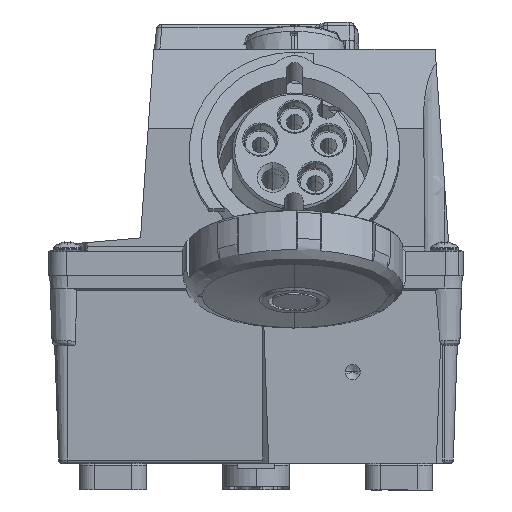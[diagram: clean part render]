
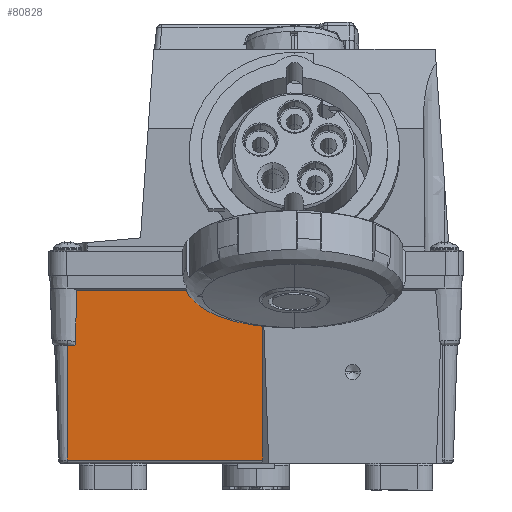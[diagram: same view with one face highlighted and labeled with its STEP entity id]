
A CAD part, left-side view. The second image highlights one B-rep face of the part: STEP entity #80828.
In plain terms, the highlighted planar face has unit normal (-0.999, 0, -0.035).
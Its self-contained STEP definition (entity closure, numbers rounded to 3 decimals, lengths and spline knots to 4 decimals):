
#604 = DIRECTION ( 'NONE',  ( 0.035, 0., -0.999 ) ) ;
#3425 = LINE ( 'NONE', #100232, #81499 ) ;
#3435 = EDGE_CURVE ( 'NONE', #102915, #50778, #34090, .T. ) ;
#4965 = CARTESIAN_POINT ( 'NONE',  ( -5.3395, 2.9996, -1.4477 ) ) ;
#5977 = CARTESIAN_POINT ( 'NONE',  ( -5.3383, 3.0272, -1.4821 ) ) ;
#6370 = VECTOR ( 'NONE', #16674, 39.3701 ) ;
#8396 = VECTOR ( 'NONE', #67112, 39.3701 ) ;
#9087 = CARTESIAN_POINT ( 'NONE',  ( -5.3788, 3.1378, -0.3226 ) ) ;
#10522 = EDGE_CURVE ( 'NONE', #70390, #82971, #63204, .T. ) ;
#11589 = EDGE_CURVE ( 'NONE', #91694, #70390, #64118, .T. ) ;
#15708 = EDGE_CURVE ( 'NONE', #48084, #60330, #19057, .T. ) ;
#16495 = CARTESIAN_POINT ( 'NONE',  ( -5.3701, -0.9052, -0.5701 ) ) ;
#16674 = DIRECTION ( 'NONE',  ( 0., -1., 0. ) ) ;
#17182 = CARTESIAN_POINT ( 'NONE',  ( -5.2719, 3.1378, -3.3847 ) ) ;
#18032 = EDGE_CURVE ( 'NONE', #60330, #94193, #3425, .T. ) ;
#19057 = B_SPLINE_CURVE_WITH_KNOTS ( 'NONE', 3,
 ( #91614, #30648, #30138, #102984, #61941, #45246, #85830 ),
 .UNSPECIFIED., .F., .F.,
 ( 4, 3, 4 ),
 ( 0., 0.0124, 0.0219 ),
 .UNSPECIFIED. ) ;
#20022 = B_SPLINE_CURVE_WITH_KNOTS ( 'NONE', 3,
 ( #21601, #67998, #91395, #85138, #4965, #52386, #37250, #77343, #26476, #20072, #92928, #60719, #99712, #91913, #21090, #60217, #76308, #59694, #84108, #45049, #53410, #83593, #51871, #36748, #5977, #52896, #76834 ),
 .UNSPECIFIED., .F., .F.,
 ( 4, 1, 2, 2, 1, 1, 2, 2, 1, 1, 2, 2, 1, 1, 2, 2, 4 ),
 ( 0., 0.125, 0.1875, 0.25, 0.375, 0.4375, 0.4687, 0.5, 0.625, 0.6875, 0.7188, 0.75, 0.8125, 0.8438, 0.8594, 0.875, 1. ),
 .UNSPECIFIED. ) ;
#20072 = CARTESIAN_POINT ( 'NONE',  ( -5.3389, 3.0069, -1.4648 ) ) ;
#21090 = CARTESIAN_POINT ( 'NONE',  ( -5.3385, 3.016, -1.4755 ) ) ;
#21601 = CARTESIAN_POINT ( 'NONE',  ( -5.3401, 2.9975, -1.4309 ) ) ;
#22080 = ORIENTED_EDGE ( 'NONE', *, *, #18032, .F. ) ;
#22310 = CARTESIAN_POINT ( 'NONE',  ( -5.3702, 2.9887, -0.5701 ) ) ;
#22481 = ORIENTED_EDGE ( 'NONE', *, *, #11589, .T. ) ;
#22586 = ORIENTED_EDGE ( 'NONE', *, *, #3435, .T. ) ;
#22788 = AXIS2_PLACEMENT_3D ( 'NONE', #9087, #24201, #39818 ) ;
#23511 = LINE ( 'NONE', #71944, #72584 ) ;
#24201 = DIRECTION ( 'NONE',  ( -0.999, 0., -0.035 ) ) ;
#24485 = CARTESIAN_POINT ( 'NONE',  ( -5.3701, -0.1048, -0.5705 ) ) ;
#26198 = CARTESIAN_POINT ( 'NONE',  ( -5.3701, -0.9049, -0.5702 ) ) ;
#26476 = CARTESIAN_POINT ( 'NONE',  ( -5.339, 3.0057, -1.4629 ) ) ;
#29057 = LINE ( 'NONE', #91008, #8396 ) ;
#30138 = CARTESIAN_POINT ( 'NONE',  ( -5.3515, 2.9941, -1.105 ) ) ;
#30648 = CARTESIAN_POINT ( 'NONE',  ( -5.3458, 2.9957, -1.2679 ) ) ;
#32743 = CARTESIAN_POINT ( 'NONE',  ( -5.3401, 2.9975, -1.4309 ) ) ;
#33416 = CARTESIAN_POINT ( 'NONE',  ( -5.3383, 3.1378, -1.4826 ) ) ;
#34090 = LINE ( 'NONE', #97600, #48222 ) ;
#34890 = EDGE_LOOP ( 'NONE', ( #36644, #50614, #22586, #71914, #22481, #85244, #44224, #100434, #22080 ) ) ;
#35181 = DIRECTION ( 'NONE',  ( 0., -1., 0. ) ) ;
#36644 = ORIENTED_EDGE ( 'NONE', *, *, #15708, .F. ) ;
#36748 = CARTESIAN_POINT ( 'NONE',  ( -5.3383, 3.0247, -1.4811 ) ) ;
#37250 = CARTESIAN_POINT ( 'NONE',  ( -5.3393, 3.0015, -1.4539 ) ) ;
#38379 = CARTESIAN_POINT ( 'NONE',  ( -5.2719, -0.1048, -3.3847 ) ) ;
#38595 = EDGE_CURVE ( 'NONE', #48084, #102915, #20022, .T. ) ;
#38706 = CARTESIAN_POINT ( 'NONE',  ( -5.3788, -0.1048, -0.3226 ) ) ;
#39215 = EDGE_CURVE ( 'NONE', #60311, #82971, #29057, .T. ) ;
#39818 = DIRECTION ( 'NONE',  ( -0.035, 0., 0.999 ) ) ;
#40310 = CARTESIAN_POINT ( 'NONE',  ( -5.3701, -0.9044, -0.5705 ) ) ;
#44224 = ORIENTED_EDGE ( 'NONE', *, *, #39215, .F. ) ;
#45049 = CARTESIAN_POINT ( 'NONE',  ( -5.3384, 3.0218, -1.4796 ) ) ;
#45246 = CARTESIAN_POINT ( 'NONE',  ( -5.3658, 2.9899, -0.6941 ) ) ;
#48084 = VERTEX_POINT ( 'NONE', #32743 ) ;
#48222 = VECTOR ( 'NONE', #81471, 39.3701 ) ;
#50614 = ORIENTED_EDGE ( 'NONE', *, *, #38595, .T. ) ;
#50778 = VERTEX_POINT ( 'NONE', #33416 ) ;
#51871 = CARTESIAN_POINT ( 'NONE',  ( -5.3383, 3.0245, -1.481 ) ) ;
#52386 = CARTESIAN_POINT ( 'NONE',  ( -5.3395, 3.0001, -1.4494 ) ) ;
#52896 = CARTESIAN_POINT ( 'NONE',  ( -5.3383, 3.029, -1.4826 ) ) ;
#53010 = EDGE_CURVE ( 'NONE', #50778, #91694, #23511, .T. ) ;
#53410 = CARTESIAN_POINT ( 'NONE',  ( -5.3384, 3.0234, -1.4804 ) ) ;
#55956 = CARTESIAN_POINT ( 'NONE',  ( -5.3701, -0.9052, -0.5701 ) ) ;
#58513 = EDGE_CURVE ( 'NONE', #94193, #60311, #92989, .T. ) ;
#59694 = CARTESIAN_POINT ( 'NONE',  ( -5.3385, 3.019, -1.4778 ) ) ;
#60217 = CARTESIAN_POINT ( 'NONE',  ( -5.3385, 3.0175, -1.4767 ) ) ;
#60311 = VERTEX_POINT ( 'NONE', #98501 ) ;
#60330 = VERTEX_POINT ( 'NONE', #22310 ) ;
#60719 = CARTESIAN_POINT ( 'NONE',  ( -5.3388, 3.0082, -1.4667 ) ) ;
#61941 = CARTESIAN_POINT ( 'NONE',  ( -5.3615, 2.9912, -0.818 ) ) ;
#62870 = CARTESIAN_POINT ( 'NONE',  ( -5.2719, 3.1378, -3.3847 ) ) ;
#63204 = LINE ( 'NONE', #38706, #84370 ) ;
#64118 = LINE ( 'NONE', #17182, #6370 ) ;
#64324 = FACE_OUTER_BOUND ( 'NONE', #34890, .T. ) ;
#67112 = DIRECTION ( 'NONE',  ( 0., 1., 0. ) ) ;
#67998 = CARTESIAN_POINT ( 'NONE',  ( -5.34, 2.9975, -1.4344 ) ) ;
#70390 = VERTEX_POINT ( 'NONE', #38379 ) ;
#71626 = CARTESIAN_POINT ( 'NONE',  ( -5.3383, 3.0304, -1.4826 ) ) ;
#71914 = ORIENTED_EDGE ( 'NONE', *, *, #53010, .T. ) ;
#71944 = CARTESIAN_POINT ( 'NONE',  ( -5.3788, 3.1378, -0.3226 ) ) ;
#72036 = DIRECTION ( 'NONE',  ( -0.035, 0., 0.999 ) ) ;
#72584 = VECTOR ( 'NONE', #604, 39.3701 ) ;
#76308 = CARTESIAN_POINT ( 'NONE',  ( -5.3385, 3.0185, -1.4774 ) ) ;
#76834 = CARTESIAN_POINT ( 'NONE',  ( -5.3383, 3.0304, -1.4826 ) ) ;
#77343 = CARTESIAN_POINT ( 'NONE',  ( -5.3391, 3.0032, -1.4583 ) ) ;
#80828 = ADVANCED_FACE ( 'NONE', ( #64324 ), #87701, .T. ) ;
#81471 = DIRECTION ( 'NONE',  ( 0., 1., 0. ) ) ;
#81499 = VECTOR ( 'NONE', #35181, 39.3701 ) ;
#82971 = VERTEX_POINT ( 'NONE', #24485 ) ;
#83593 = CARTESIAN_POINT ( 'NONE',  ( -5.3384, 3.0241, -1.4808 ) ) ;
#84108 = CARTESIAN_POINT ( 'NONE',  ( -5.3384, 3.0204, -1.4787 ) ) ;
#84370 = VECTOR ( 'NONE', #72036, 39.3701 ) ;
#85138 = CARTESIAN_POINT ( 'NONE',  ( -5.3396, 2.9989, -1.4445 ) ) ;
#85244 = ORIENTED_EDGE ( 'NONE', *, *, #10522, .T. ) ;
#85830 = CARTESIAN_POINT ( 'NONE',  ( -5.3702, 2.9887, -0.5701 ) ) ;
#87701 = PLANE ( 'NONE',  #22788 ) ;
#91008 = CARTESIAN_POINT ( 'NONE',  ( -5.3701, 0.0052, -0.5705 ) ) ;
#91395 = CARTESIAN_POINT ( 'NONE',  ( -5.3398, 2.9979, -1.4395 ) ) ;
#91614 = CARTESIAN_POINT ( 'NONE',  ( -5.3401, 2.9975, -1.4309 ) ) ;
#91694 = VERTEX_POINT ( 'NONE', #62870 ) ;
#91913 = CARTESIAN_POINT ( 'NONE',  ( -5.3386, 3.0128, -1.4725 ) ) ;
#92928 = CARTESIAN_POINT ( 'NONE',  ( -5.3389, 3.0078, -1.466 ) ) ;
#92989 = B_SPLINE_CURVE_WITH_KNOTS ( 'NONE', 3,
 ( #55956, #26198, #96523, #40310 ),
 .UNSPECIFIED., .F., .F.,
 ( 4, 4 ),
 ( 0.9993, 1. ),
 .UNSPECIFIED. ) ;
#94193 = VERTEX_POINT ( 'NONE', #16495 ) ;
#96523 = CARTESIAN_POINT ( 'NONE',  ( -5.3701, -0.9047, -0.5704 ) ) ;
#97600 = CARTESIAN_POINT ( 'NONE',  ( -5.3383, 3.1378, -1.4826 ) ) ;
#98501 = CARTESIAN_POINT ( 'NONE',  ( -5.3701, -0.9044, -0.5705 ) ) ;
#99712 = CARTESIAN_POINT ( 'NONE',  ( -5.3388, 3.0102, -1.4695 ) ) ;
#100232 = CARTESIAN_POINT ( 'NONE',  ( -5.3702, 1.5715, -0.5701 ) ) ;
#100434 = ORIENTED_EDGE ( 'NONE', *, *, #58513, .F. ) ;
#102915 = VERTEX_POINT ( 'NONE', #71626 ) ;
#102984 = CARTESIAN_POINT ( 'NONE',  ( -5.3572, 2.9924, -0.942 ) ) ;
